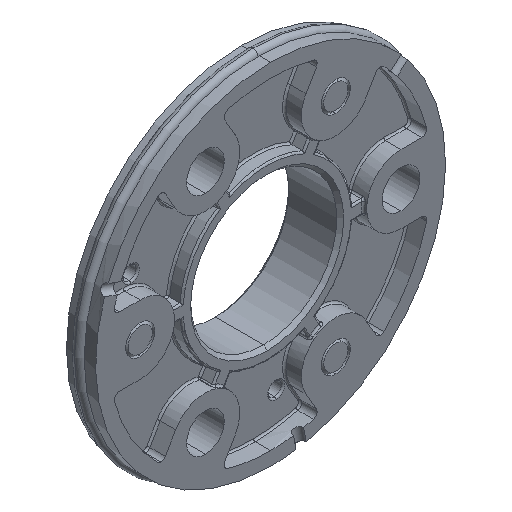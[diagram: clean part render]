
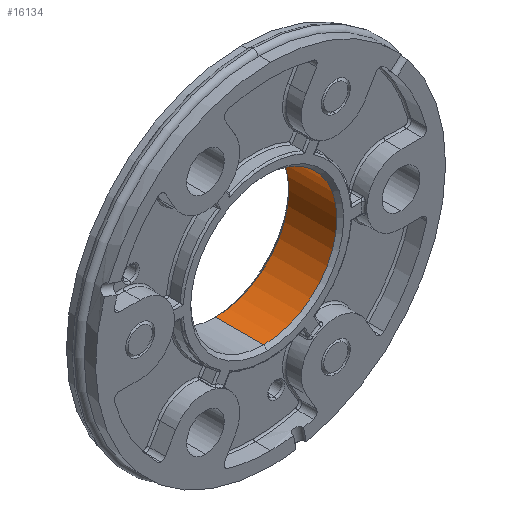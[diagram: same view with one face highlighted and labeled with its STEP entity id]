
A CAD part, isometric view. The second image highlights one B-rep face of the part: STEP entity #16134.
In plain terms, the highlighted cylindrical face has radius 21.3 mm (diameter 42.6 mm), a partial arc.
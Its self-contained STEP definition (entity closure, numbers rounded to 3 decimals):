
#554 = DIRECTION ( 'NONE',  ( 0., 0., 1. ) ) ;
#622 = EDGE_CURVE ( 'NONE', #18471, #2324, #4848, .T. ) ;
#1176 = CYLINDRICAL_SURFACE ( 'NONE', #4177, 21.3 ) ;
#2324 = VERTEX_POINT ( 'NONE', #16064 ) ;
#2783 = FACE_OUTER_BOUND ( 'NONE', #16644, .T. ) ;
#2902 = CARTESIAN_POINT ( 'NONE',  ( 0., -0.248, -21.3 ) ) ;
#3089 = CARTESIAN_POINT ( 'NONE',  ( 0., 29.132, -21.3 ) ) ;
#4177 = AXIS2_PLACEMENT_3D ( 'NONE', #7734, #17857, #554 ) ;
#4404 = DIRECTION ( 'NONE',  ( 0., 1., 0. ) ) ;
#4848 = LINE ( 'NONE', #17859, #8619 ) ;
#6342 = DIRECTION ( 'NONE',  ( 0., 0., -1. ) ) ;
#6397 = DIRECTION ( 'NONE',  ( 0., -1., 0. ) ) ;
#7734 = CARTESIAN_POINT ( 'NONE',  ( 0., 29.132, 0. ) ) ;
#8619 = VECTOR ( 'NONE', #17621, 1000. ) ;
#9032 = DIRECTION ( 'NONE',  ( 0., 1., 0. ) ) ;
#9418 = ORIENTED_EDGE ( 'NONE', *, *, #16736, .T. ) ;
#9599 = EDGE_CURVE ( 'NONE', #12130, #11390, #14846, .T. ) ;
#10109 = ORIENTED_EDGE ( 'NONE', *, *, #16515, .T. ) ;
#10273 = ORIENTED_EDGE ( 'NONE', *, *, #622, .T. ) ;
#10716 = ORIENTED_EDGE ( 'NONE', *, *, #9599, .F. ) ;
#11390 = VERTEX_POINT ( 'NONE', #14424 ) ;
#11520 = CARTESIAN_POINT ( 'NONE',  ( 0., 13.752, 0. ) ) ;
#12130 = VERTEX_POINT ( 'NONE', #2902 ) ;
#12157 = CARTESIAN_POINT ( 'NONE',  ( 0., -0.248, 0. ) ) ;
#12568 = CARTESIAN_POINT ( 'NONE',  ( 0., -0.248, 21.3 ) ) ;
#14424 = CARTESIAN_POINT ( 'NONE',  ( 0., 13.752, -21.3 ) ) ;
#14435 = DIRECTION ( 'NONE',  ( 0., 0., -1. ) ) ;
#14632 = AXIS2_PLACEMENT_3D ( 'NONE', #12157, #6397, #6342 ) ;
#14846 = LINE ( 'NONE', #3089, #15292 ) ;
#15292 = VECTOR ( 'NONE', #9032, 1000. ) ;
#15802 = CIRCLE ( 'NONE', #15838, 21.3 ) ;
#15838 = AXIS2_PLACEMENT_3D ( 'NONE', #11520, #4404, #14435 ) ;
#16064 = CARTESIAN_POINT ( 'NONE',  ( 0., 13.752, 21.3 ) ) ;
#16134 = ADVANCED_FACE ( 'NONE', ( #2783 ), #1176, .F. ) ;
#16515 = EDGE_CURVE ( 'NONE', #2324, #11390, #15802, .T. ) ;
#16644 = EDGE_LOOP ( 'NONE', ( #10716, #9418, #10273, #10109 ) ) ;
#16736 = EDGE_CURVE ( 'NONE', #12130, #18471, #18060, .T. ) ;
#17621 = DIRECTION ( 'NONE',  ( 0., 1., 0. ) ) ;
#17857 = DIRECTION ( 'NONE',  ( 0., 1., 0. ) ) ;
#17859 = CARTESIAN_POINT ( 'NONE',  ( 0., 29.132, 21.3 ) ) ;
#18060 = CIRCLE ( 'NONE', #14632, 21.3 ) ;
#18471 = VERTEX_POINT ( 'NONE', #12568 ) ;
